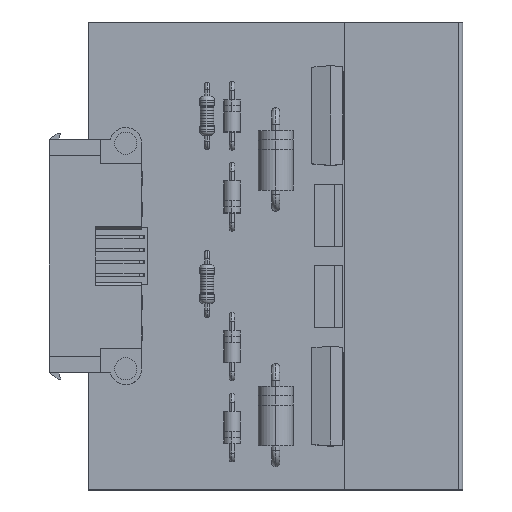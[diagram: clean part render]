
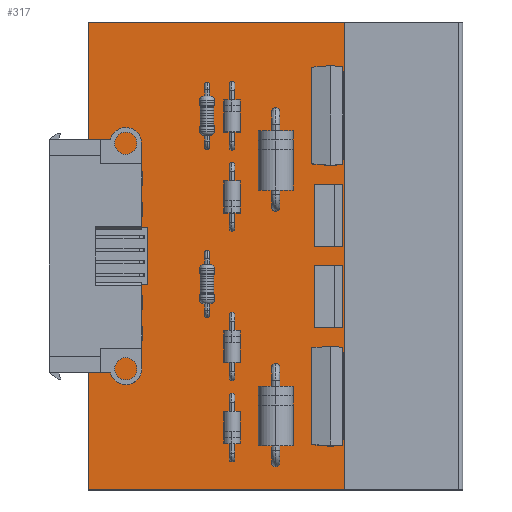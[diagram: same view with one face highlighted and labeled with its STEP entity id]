
A CAD part, top view. The second image highlights one B-rep face of the part: STEP entity #317.
In plain terms, the highlighted planar face has unit normal (0, 0, 1).
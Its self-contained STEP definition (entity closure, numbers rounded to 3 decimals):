
#116 = VERTEX_POINT('',#117);
#117 = CARTESIAN_POINT('',(0.,0.,1.691));
#123 = EDGE_CURVE('',#116,#124,#126,.T.);
#124 = VERTEX_POINT('',#125);
#125 = CARTESIAN_POINT('',(0.,75.,1.691));
#126 = LINE('',#127,#128);
#127 = CARTESIAN_POINT('',(0.,0.,1.691));
#128 = VECTOR('',#129,1.);
#129 = DIRECTION('',(0.,1.,0.));
#154 = EDGE_CURVE('',#124,#155,#157,.T.);
#155 = VERTEX_POINT('',#156);
#156 = CARTESIAN_POINT('',(60.,75.,1.691));
#157 = LINE('',#158,#159);
#158 = CARTESIAN_POINT('',(0.,75.,1.691));
#159 = VECTOR('',#160,1.);
#160 = DIRECTION('',(1.,0.,0.));
#185 = EDGE_CURVE('',#155,#186,#188,.T.);
#186 = VERTEX_POINT('',#187);
#187 = CARTESIAN_POINT('',(60.,0.,1.691));
#188 = LINE('',#189,#190);
#189 = CARTESIAN_POINT('',(60.,75.,1.691));
#190 = VECTOR('',#191,1.);
#191 = DIRECTION('',(0.,-1.,0.));
#216 = EDGE_CURVE('',#186,#116,#217,.T.);
#217 = LINE('',#218,#219);
#218 = CARTESIAN_POINT('',(60.,0.,1.691));
#219 = VECTOR('',#220,1.);
#220 = DIRECTION('',(-1.,0.,0.));
#240 = VERTEX_POINT('',#241);
#241 = CARTESIAN_POINT('',(52.1,67.5,1.691));
#247 = EDGE_CURVE('',#240,#240,#248,.T.);
#248 = CIRCLE('',#249,1.6);
#249 = AXIS2_PLACEMENT_3D('',#250,#251,#252);
#250 = CARTESIAN_POINT('',(50.5,67.5,1.691));
#251 = DIRECTION('',(0.,0.,1.));
#252 = DIRECTION('',(1.,0.,0.));
#273 = VERTEX_POINT('',#274);
#274 = CARTESIAN_POINT('',(52.1,7.5,1.691));
#280 = EDGE_CURVE('',#273,#273,#281,.T.);
#281 = CIRCLE('',#282,1.6);
#282 = AXIS2_PLACEMENT_3D('',#283,#284,#285);
#283 = CARTESIAN_POINT('',(50.5,7.5,1.691));
#284 = DIRECTION('',(0.,0.,1.));
#285 = DIRECTION('',(1.,0.,0.));
#317 = ADVANCED_FACE('',(#318,#324,#327),#330,.T.);
#318 = FACE_BOUND('',#319,.F.);
#319 = EDGE_LOOP('',(#320,#321,#322,#323));
#320 = ORIENTED_EDGE('',*,*,#123,.T.);
#321 = ORIENTED_EDGE('',*,*,#154,.T.);
#322 = ORIENTED_EDGE('',*,*,#185,.T.);
#323 = ORIENTED_EDGE('',*,*,#216,.T.);
#324 = FACE_BOUND('',#325,.T.);
#325 = EDGE_LOOP('',(#326));
#326 = ORIENTED_EDGE('',*,*,#247,.F.);
#327 = FACE_BOUND('',#328,.T.);
#328 = EDGE_LOOP('',(#329));
#329 = ORIENTED_EDGE('',*,*,#280,.F.);
#330 = PLANE('',#331);
#331 = AXIS2_PLACEMENT_3D('',#332,#333,#334);
#332 = CARTESIAN_POINT('',(0.,0.,1.691));
#333 = DIRECTION('',(0.,0.,1.));
#334 = DIRECTION('',(1.,0.,0.));
